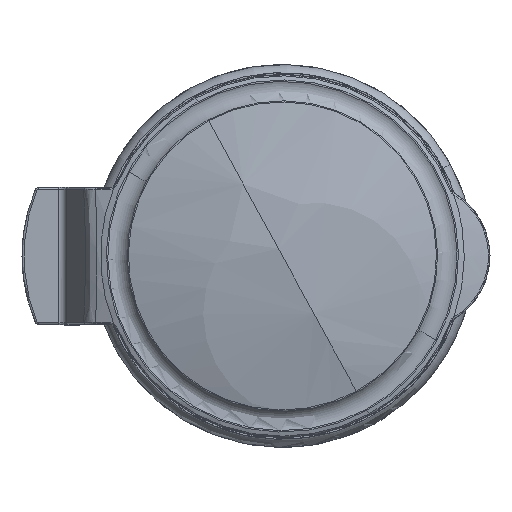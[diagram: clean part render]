
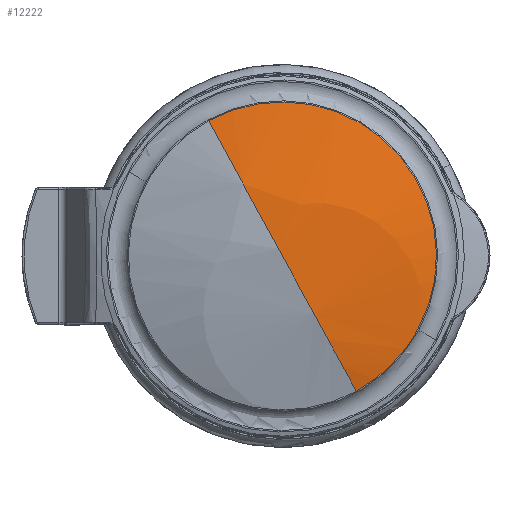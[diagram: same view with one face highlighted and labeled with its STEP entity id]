
A CAD part, front view. The second image highlights one B-rep face of the part: STEP entity #12222.
In plain terms, the highlighted spherical face has radius 136.971 mm.
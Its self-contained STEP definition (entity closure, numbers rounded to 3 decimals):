
#1028=CARTESIAN_POINT('',(0.,108.581,
0.));
#1029=DIRECTION('',(-0.878,0.,-0.479));
#1030=DIRECTION('',(0.141,-0.956,-0.258));
#1031=AXIS2_PLACEMENT_3D('',#1028,#1029,#1030);
#1033=CARTESIAN_POINT('',(0.,108.581,
0.));
#1034=DIRECTION('',(-0.878,0.,-0.479));
#1035=DIRECTION('',(0.06,-0.992,-0.11));
#1036=AXIS2_PLACEMENT_3D('',#1033,#1034,#1035);
#1038=CARTESIAN_POINT('',(0.,-22.347,
0.));
#1039=DIRECTION('',(0.,-1.,0.));
#1040=DIRECTION('',(0.878,0.,-0.479));
#1041=AXIS2_PLACEMENT_3D('',#1038,#1039,#1040);
#1043=CARTESIAN_POINT('',(0.,-22.347,
0.));
#1044=DIRECTION('',(0.,-1.,0.));
#1045=DIRECTION('',(0.479,0.,-0.878));
#1046=AXIS2_PLACEMENT_3D('',#1043,#1044,#1045);
#10894=CARTESIAN_POINT('',(35.307,-22.347,
-19.289));
#10896=VERTEX_POINT('',#10894);
#10897=CARTESIAN_POINT('',(19.289,-22.347,
-35.307));
#10898=VERTEX_POINT('',#10897);
#10900=CARTESIAN_POINT('',(-19.289,-22.347,
35.307));
#10902=VERTEX_POINT('',#10900);
#10907=CARTESIAN_POINT('',(8.195,-27.319,-15.));
#10908=VERTEX_POINT('',#10907);
#12211=CARTESIAN_POINT('',(0.,108.581,
0.));
#12212=DIRECTION('',(0.06,-0.992,-0.11));
#12213=DIRECTION('',(0.476,0.125,-0.871));
#12214=AXIS2_PLACEMENT_3D('',#12211,#12212,#12213);
#12215=SPHERICAL_SURFACE('',#12214,136.971);
#12216=ORIENTED_EDGE('',*,*,#12205,.T.);
#12217=ORIENTED_EDGE('',*,*,#12203,.T.);
#12218=ORIENTED_EDGE('',*,*,#12175,.F.);
#12219=ORIENTED_EDGE('',*,*,#12192,.F.);
#12220=EDGE_LOOP('',(#12216,#12217,#12218,#12219));
#12221=FACE_OUTER_BOUND('',#12220,.F.);
#12222=ADVANCED_FACE('',(#12221),#12215,.T.);
#1032=CIRCLE('',#1031,136.971);
#1037=CIRCLE('',#1036,136.971);
#1042=CIRCLE('',#1041,40.233);
#1047=CIRCLE('',#1046,40.233);
#12175=EDGE_CURVE('',#10896,#10902,#1042,.T.);
#12192=EDGE_CURVE('',#10898,#10896,#1047,.T.);
#12203=EDGE_CURVE('',#10908,#10902,#1037,.T.);
#12205=EDGE_CURVE('',#10898,#10908,#1032,.T.);
